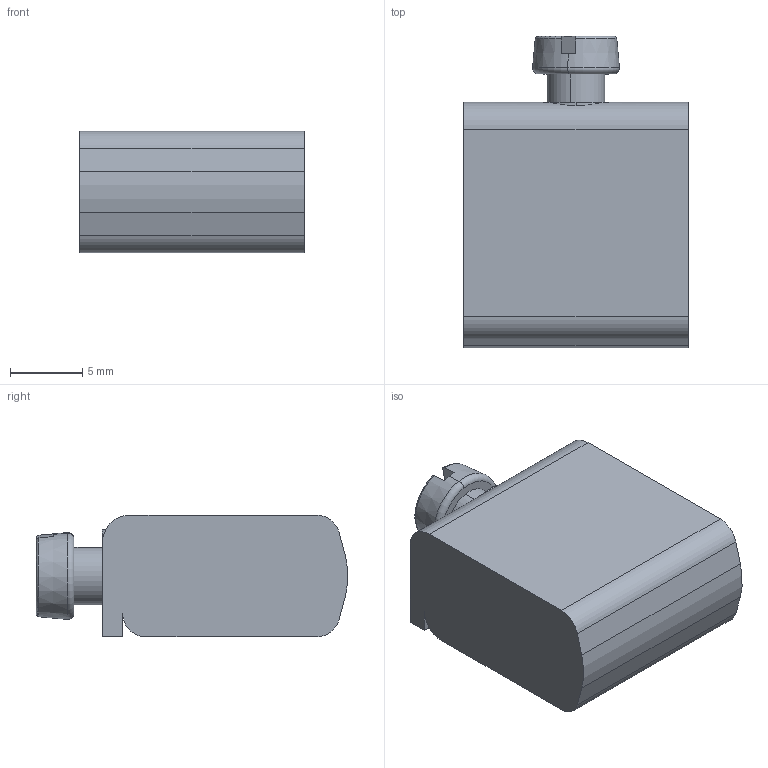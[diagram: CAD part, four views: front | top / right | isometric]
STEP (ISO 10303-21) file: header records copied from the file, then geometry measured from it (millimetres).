
FILE_DESCRIPTION (( 'STEP AP214' ), '1' );
FILE_NAME ('525362_BK 10.STP', '2013-11-14T10:30:45', ( 'arge' ), ( 'Microsoft' ), 'SwSTEP 2.0', 'SolidWorks 2013', '' );
FILE_SCHEMA (( 'AUTOMOTIVE_DESIGN' ));
Length unit declared in the file: millimetre
Products named in the file (1): 525362_BK 10
Bounding box: 15.5 x 21.52 x 8.4 mm (x, y, z)
Volume: 2216.3 mm3; surface area: 1158.8 mm2
Topology: 1 solids, 1 shells, 31 faces, 79 edges, 52 vertices
Faces by surface type: plane 16, cylinder 9, torus 4, cone 2
Entity records: 1353 total; most frequent: CARTESIAN_POINT 225, DIRECTION 163, ORIENTED_EDGE 158, EDGE_CURVE 79, AXIS2_PLACEMENT_3D 62, VERTEX_POINT 52, VECTOR 39, LINE 39
